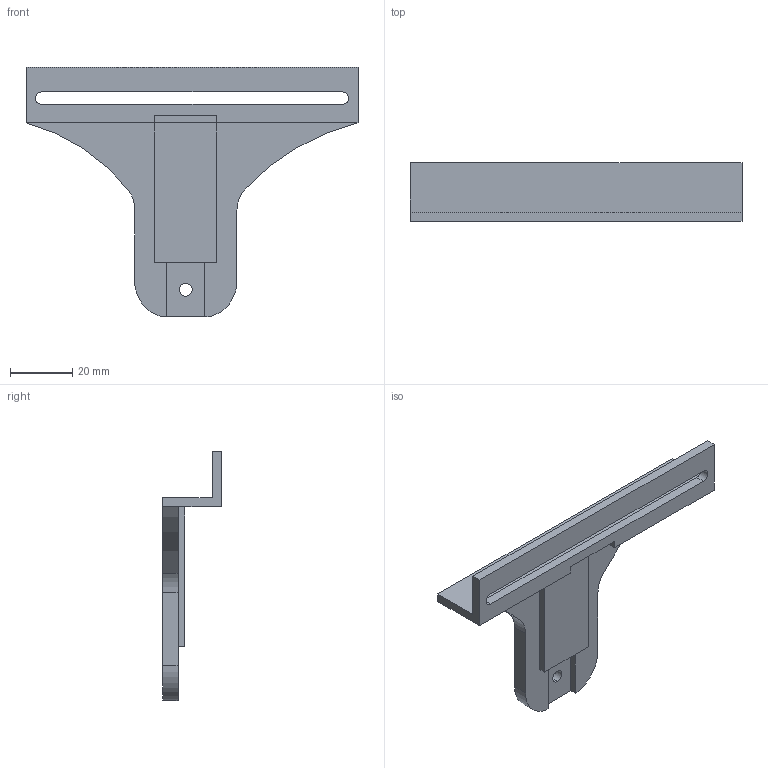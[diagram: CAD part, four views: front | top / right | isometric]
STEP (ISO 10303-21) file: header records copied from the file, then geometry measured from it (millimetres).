
FILE_DESCRIPTION (( 'STEP AP214' ), '1' );
FILE_NAME ('Small Lens Double Motor Platform.STEP', '2021-04-19T14:56:46', ( '' ), ( '' ), 'SwSTEP 2.0', 'SolidWorks 2019', '' );
FILE_SCHEMA (( 'AUTOMOTIVE_DESIGN' ));
Length unit declared in the file: millimetre
Products named in the file (1): Small Lens Double Motor Platform
Bounding box: 107 x 19 x 80.5 mm (x, y, z)
Volume: 24068.7 mm3; surface area: 15230.3 mm2
Topology: 2 solids, 2 shells, 38 faces, 102 edges, 68 vertices
Faces by surface type: plane 28, cylinder 10
Entity records: 1237 total; most frequent: CARTESIAN_POINT 209, ORIENTED_EDGE 204, DIRECTION 200, EDGE_CURVE 102, LINE 82, VECTOR 82, VERTEX_POINT 68, AXIS2_PLACEMENT_3D 59
